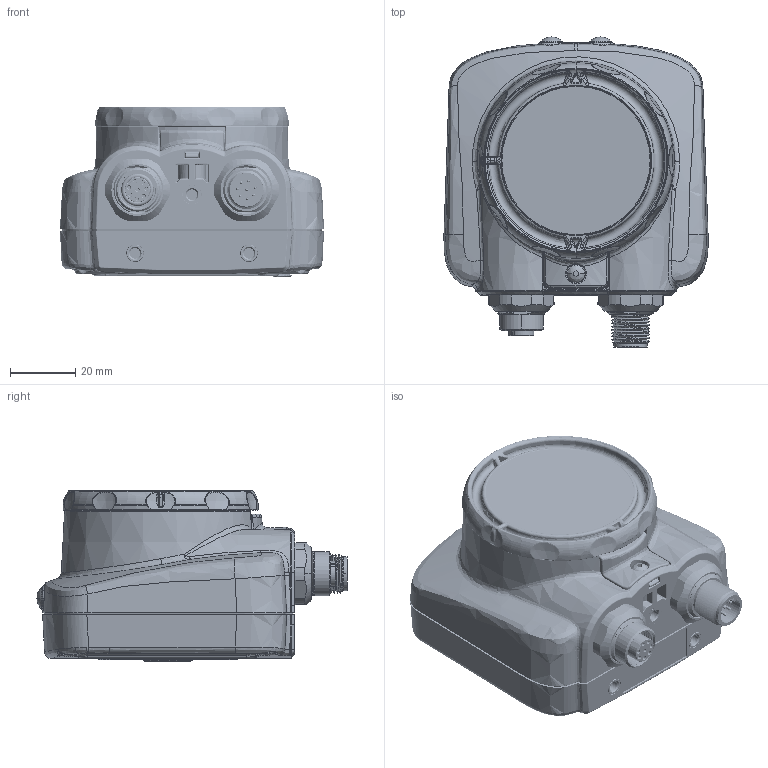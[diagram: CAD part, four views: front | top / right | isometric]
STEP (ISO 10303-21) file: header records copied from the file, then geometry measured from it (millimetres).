
FILE_DESCRIPTION((''),'2;1');
FILE_NAME('143907_SW','2008-12-10T',('banengservice'),('BANNER ENGINEERING'),'PRO/ENGINEER BY PARAMETRIC TECHNOLOGY CORPORATION, 2006170','PRO/ENGINEER BY PARAMETRIC TECHNOLOGY CORPORATION, 2006170','');
FILE_SCHEMA(('CONFIG_CONTROL_DESIGN'));
Products named in the file (1): 143907_SW
Bounding box: 81.17 x 95.25 x 52.35 mm (x, y, z)
Volume: 88704.5 mm3; surface area: 72461 mm2
Topology: 1 solids, 1 shells, 3327 faces, 8053 edges, 4776 vertices
Faces by surface type: bspline 1083, cylinder 793, plane 638, torus 354, cone 314, sphere 120, extrusion 23, revolution 2
Entity records: 173371 total; most frequent: CARTESIAN_POINT 103901, ORIENTED_EDGE 16058, DIRECTION 12531, EDGE_CURVE 8029, AXIS2_PLACEMENT_3D 5204, VERTEX_POINT 4776, EDGE_LOOP 3495, FACE_OUTER_BOUND 3327
